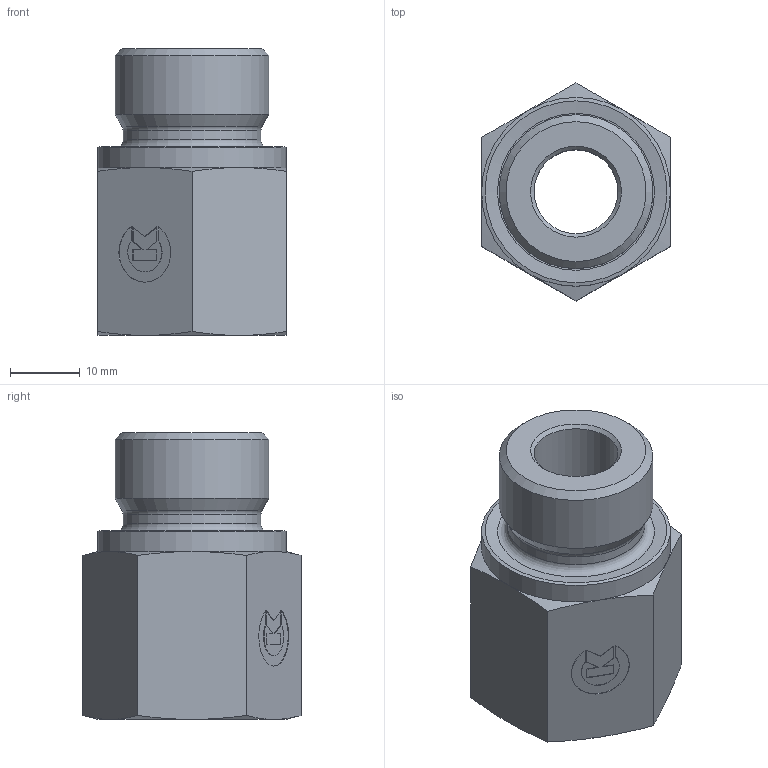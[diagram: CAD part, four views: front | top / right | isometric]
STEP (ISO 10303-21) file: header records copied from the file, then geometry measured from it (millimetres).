
FILE_DESCRIPTION((''),'2;1');
FILE_NAME('714012218.stp','2014-09-02T12:16:54',(''),('KNOMI spol. s r. o.'),'Autodesk Inventor 2012','Autodesk Inventor 2012','');
FILE_SCHEMA(('AUTOMOTIVE_DESIGN { 1 2 10303 214 0 1 1 1 }'));
Length unit declared in the file: millimetre
Products named in the file (1): RIBM  M22-M18
Bounding box: 27 x 31.18 x 41 mm (x, y, z)
Volume: 15493.5 mm3; surface area: 6210 mm2
Topology: 1 solids, 1 shells, 69 faces, 165 edges, 103 vertices
Faces by surface type: plane 39, cone 19, cylinder 9, torus 2
Full cylindrical faces by diameter (mm): 12 x1, 16.376 x1, 19.7 x1, 22 x1, 27 x1
Entity records: 1876 total; most frequent: CARTESIAN_POINT 366, DIRECTION 300, ORIENTED_EDGE 296, EDGE_CURVE 148, AXIS2_PLACEMENT_3D 106, VERTEX_POINT 100, EDGE_LOOP 90, VECTOR 88
